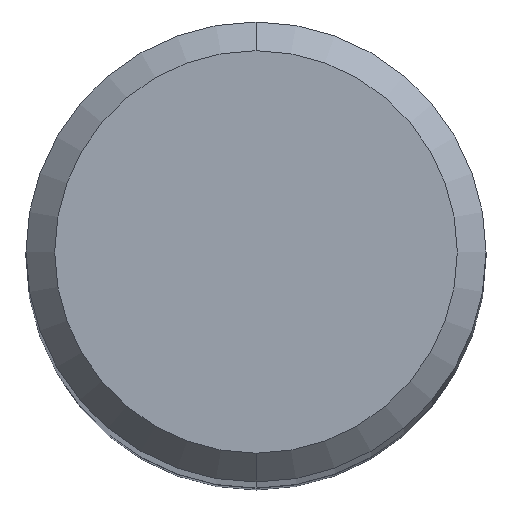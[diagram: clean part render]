
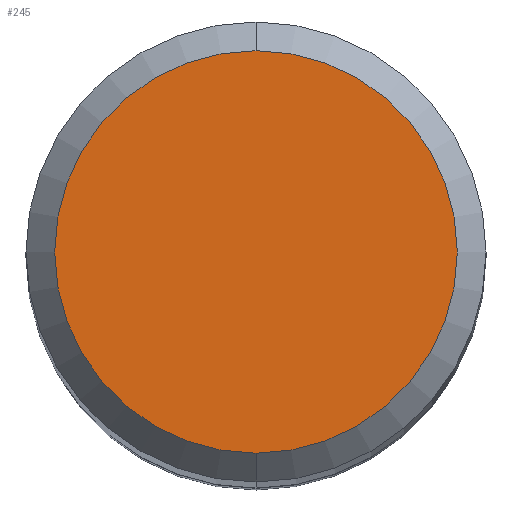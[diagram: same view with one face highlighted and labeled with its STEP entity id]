
A CAD part, top view. The second image highlights one B-rep face of the part: STEP entity #245.
In plain terms, the highlighted planar face has unit normal (0, 0, 1).
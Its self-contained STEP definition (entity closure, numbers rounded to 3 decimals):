
#143=VERTEX_POINT('',#374);
#179=EDGE_CURVE('',#349,#143,#415,.T.);
#195=EDGE_CURVE('',#143,#349,#438,.T.);
#245=ADVANCED_FACE('',(#493),#494,.T.);
#349=VERTEX_POINT('',#608);
#374=CARTESIAN_POINT('',(0.,-2.8,0.0));
#415=CIRCLE('',#678,2.8);
#438=CIRCLE('',#702,2.8);
#493=FACE_OUTER_BOUND('',#779,.T.);
#494=PLANE('',#780);
#608=CARTESIAN_POINT('',(0.0,2.8,0.0));
#678=AXIS2_PLACEMENT_3D('',#987,#988,#989);
#702=AXIS2_PLACEMENT_3D('',#1030,#1031,#1032);
#779=EDGE_LOOP('',(#1105,#1106));
#780=AXIS2_PLACEMENT_3D('',#1107,#1108,#1109);
#987=CARTESIAN_POINT('',(0.0,0.0,0.0));
#988=DIRECTION('',(0.0,0.0,-1.0));
#989=DIRECTION('',(0.0,1.0,0.0));
#1030=CARTESIAN_POINT('',(0.0,0.0,0.0));
#1031=DIRECTION('',(0.0,0.0,-1.0));
#1032=DIRECTION('',(0.0,1.0,0.0));
#1105=ORIENTED_EDGE('',*,*,#179,.F.);
#1106=ORIENTED_EDGE('',*,*,#195,.F.);
#1107=CARTESIAN_POINT('',(0.0,1.4,0.0));
#1108=DIRECTION('',(-0.0,0.0,1.0));
#1109=DIRECTION('',(0.0,-1.0,0.0));
